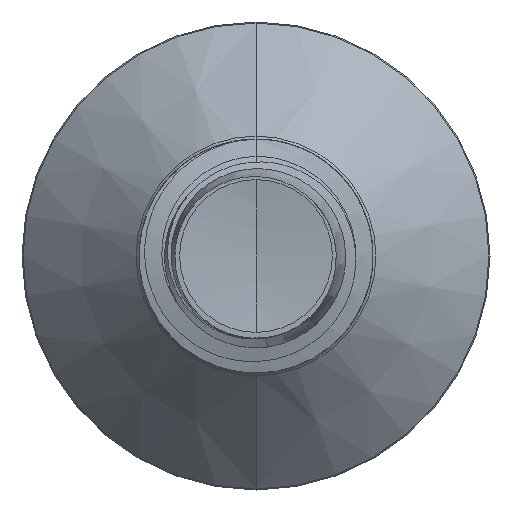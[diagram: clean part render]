
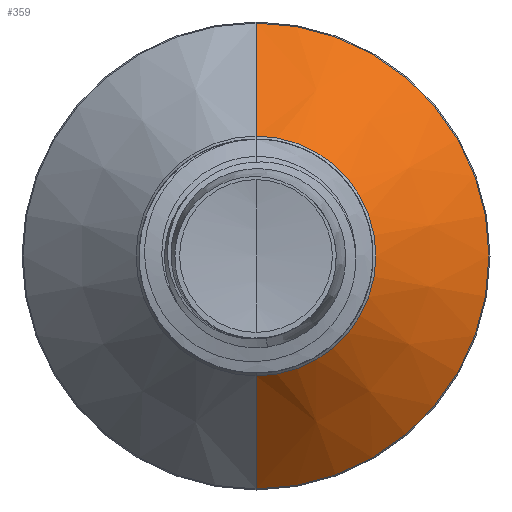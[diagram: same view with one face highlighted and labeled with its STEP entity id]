
A CAD part, front view. The second image highlights one B-rep face of the part: STEP entity #359.
In plain terms, the highlighted conical face has half-angle 45 degrees and reference radius 2.563 mm.
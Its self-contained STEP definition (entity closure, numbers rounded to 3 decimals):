
#332 = AXIS2_PLACEMENT_3D ( 'NONE', #16298, #48949, #21051 ) ;
#359 = ADVANCED_FACE ( 'NONE', ( #34372 ), #20545, .T. ) ;
#422 = ORIENTED_EDGE ( 'NONE', *, *, #15858, .F. ) ;
#754 = CIRCLE ( 'NONE', #332, 4.978 ) ;
#2992 = VERTEX_POINT ( 'NONE', #21269 ) ;
#3446 = EDGE_CURVE ( 'NONE', #6932, #2992, #38861, .T. ) ;
#4056 = DIRECTION ( 'NONE',  ( 0., 1., 0. ) ) ;
#5480 = CIRCLE ( 'NONE', #22534, 2.563 ) ;
#5953 = DIRECTION ( 'NONE',  ( 0., 0.707, 0.707 ) ) ;
#6932 = VERTEX_POINT ( 'NONE', #23611 ) ;
#7272 = VERTEX_POINT ( 'NONE', #9688 ) ;
#8323 = ORIENTED_EDGE ( 'NONE', *, *, #34537, .T. ) ;
#8884 = AXIS2_PLACEMENT_3D ( 'NONE', #42298, #22900, #34371 ) ;
#8975 = DIRECTION ( 'NONE',  ( 0., 0.707, -0.707 ) ) ;
#9040 = CARTESIAN_POINT ( 'NONE',  ( 0., 29.313, -2.563 ) ) ;
#9688 = CARTESIAN_POINT ( 'NONE',  ( 0., 31.728, 4.978 ) ) ;
#9898 = ORIENTED_EDGE ( 'NONE', *, *, #3446, .T. ) ;
#10251 = ORIENTED_EDGE ( 'NONE', *, *, #59238, .F. ) ;
#15858 = EDGE_CURVE ( 'NONE', #25519, #7272, #36579, .T. ) ;
#16298 = CARTESIAN_POINT ( 'NONE',  ( 0., 31.728, 0. ) ) ;
#20545 = CONICAL_SURFACE ( 'NONE', #8884, 2.563, 0.785 ) ;
#21051 = DIRECTION ( 'NONE',  ( 0., 0., 1. ) ) ;
#21269 = CARTESIAN_POINT ( 'NONE',  ( 0., 31.728, -4.978 ) ) ;
#22534 = AXIS2_PLACEMENT_3D ( 'NONE', #32386, #4056, #37060 ) ;
#22900 = DIRECTION ( 'NONE',  ( 0., 1., 0. ) ) ;
#23611 = CARTESIAN_POINT ( 'NONE',  ( 0., 29.313, -2.563 ) ) ;
#24229 = VECTOR ( 'NONE', #5953, 1000. ) ;
#25519 = VERTEX_POINT ( 'NONE', #48326 ) ;
#29536 = CARTESIAN_POINT ( 'NONE',  ( 0., 29.313, 2.563 ) ) ;
#32386 = CARTESIAN_POINT ( 'NONE',  ( 0., 29.313, 0. ) ) ;
#34371 = DIRECTION ( 'NONE',  ( 0., 0., 1. ) ) ;
#34372 = FACE_OUTER_BOUND ( 'NONE', #45863, .T. ) ;
#34537 = EDGE_CURVE ( 'NONE', #25519, #6932, #5480, .T. ) ;
#36579 = LINE ( 'NONE', #29536, #24229 ) ;
#37060 = DIRECTION ( 'NONE',  ( 0., 0., 1. ) ) ;
#38861 = LINE ( 'NONE', #9040, #49750 ) ;
#42298 = CARTESIAN_POINT ( 'NONE',  ( 0., 29.313, 0. ) ) ;
#45863 = EDGE_LOOP ( 'NONE', ( #8323, #9898, #10251, #422 ) ) ;
#48326 = CARTESIAN_POINT ( 'NONE',  ( 0., 29.313, 2.563 ) ) ;
#48949 = DIRECTION ( 'NONE',  ( 0., 1., 0. ) ) ;
#49750 = VECTOR ( 'NONE', #8975, 1000. ) ;
#59238 = EDGE_CURVE ( 'NONE', #7272, #2992, #754, .T. ) ;
